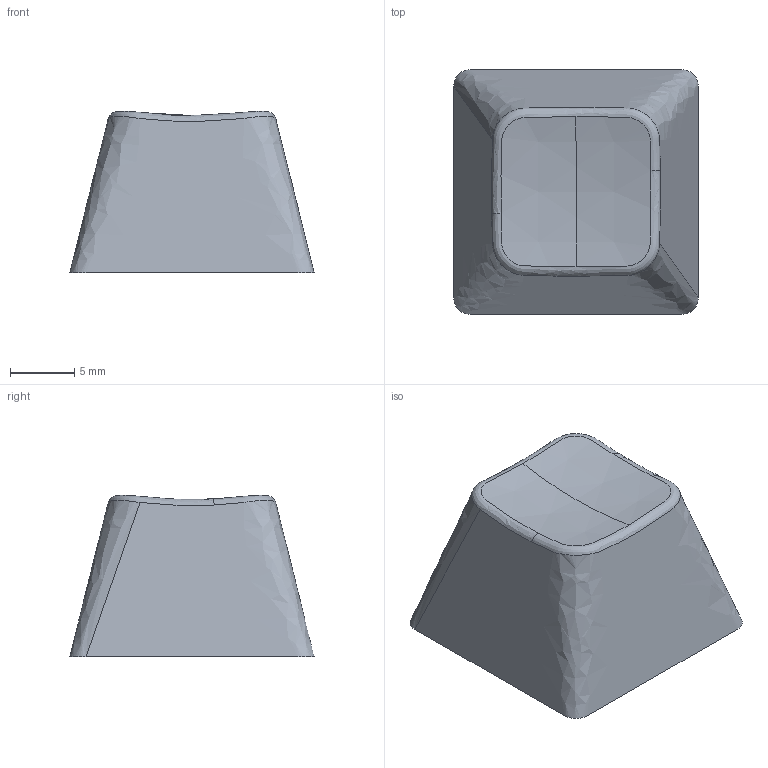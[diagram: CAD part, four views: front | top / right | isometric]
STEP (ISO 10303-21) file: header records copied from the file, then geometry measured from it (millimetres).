
FILE_DESCRIPTION(('FreeCAD Model'),'2;1');
FILE_NAME('keycap_dsa_signatureplastics_r3.step', '2019-06-03T18:13:22',('kicad StepUp'),('ksu MCAD'), 'Open CASCADE STEP processor 7.3','FreeCAD','Unknown');
FILE_SCHEMA(('AUTOMOTIVE_DESIGN { 1 0 10303 214 1 1 1 1 }'));
Length unit declared in the file: millimetre
Products named in the file (1): keycap_dsa_signatureplastics_r3
Bounding box: 19.05 x 19.05 x 12.58 mm (x, y, z)
Volume: 791.2 mm3; surface area: 2151.2 mm2
Topology: 1 solids, 1 shells, 34 faces, 108 edges, 74 vertices
Faces by surface type: plane 18, sphere 6, bspline 4, cone 4, cylinder 2
Entity records: 2250 total; most frequent: CARTESIAN_POINT 1286, ORIENTED_EDGE 208, DIRECTION 192, EDGE_CURVE 104, VERTEX_POINT 74, AXIS2_PLACEMENT_3D 73, LINE 46, VECTOR 46
